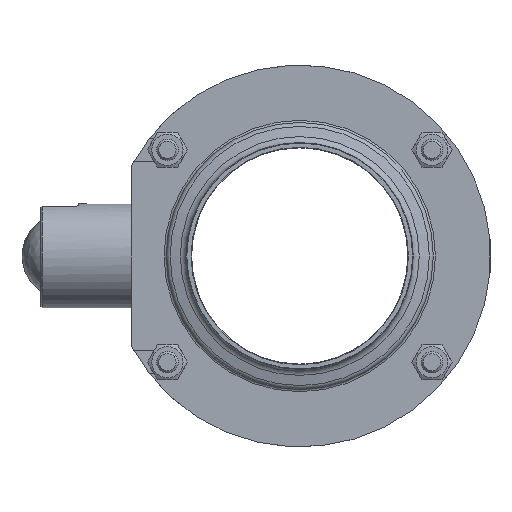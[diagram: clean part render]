
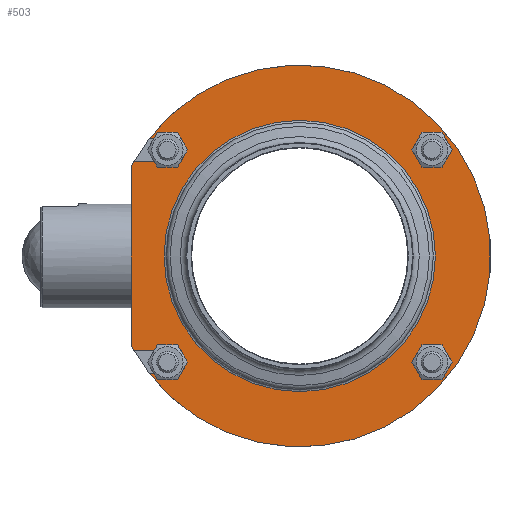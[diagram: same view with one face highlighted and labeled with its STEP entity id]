
A CAD part, left-side view. The second image highlights one B-rep face of the part: STEP entity #503.
In plain terms, the highlighted face is planar.
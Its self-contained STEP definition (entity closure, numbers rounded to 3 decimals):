
#503 = ADVANCED_FACE( '', ( #1130, #1131, #1132, #1133 ), #1134, .T. );
#1130 = FACE_OUTER_BOUND( '', #1909, .T. );
#1131 = FACE_BOUND( '', #1910, .T. );
#1132 = FACE_BOUND( '', #1911, .T. );
#1133 = FACE_BOUND( '', #1912, .T. );
#1134 = PLANE( '', #1913 );
#1909 = EDGE_LOOP( '', ( #3721, #3722, #3723, #3724, #3725, #3726, #3727, #3728, #3729, #3730, #3731, #3732 ) );
#1910 = EDGE_LOOP( '', ( #3733 ) );
#1911 = EDGE_LOOP( '', ( #3734 ) );
#1912 = EDGE_LOOP( '', ( #3735 ) );
#1913 = AXIS2_PLACEMENT_3D( '', #3736, #3737, #3738 );
#3721 = ORIENTED_EDGE( '', *, *, #4837, .F. );
#3722 = ORIENTED_EDGE( '', *, *, #4838, .T. );
#3723 = ORIENTED_EDGE( '', *, *, #4839, .T. );
#3724 = ORIENTED_EDGE( '', *, *, #4840, .F. );
#3725 = ORIENTED_EDGE( '', *, *, #4841, .F. );
#3726 = ORIENTED_EDGE( '', *, *, #4842, .F. );
#3727 = ORIENTED_EDGE( '', *, *, #4843, .T. );
#3728 = ORIENTED_EDGE( '', *, *, #4844, .F. );
#3729 = ORIENTED_EDGE( '', *, *, #4802, .F. );
#3730 = ORIENTED_EDGE( '', *, *, #4845, .F. );
#3731 = ORIENTED_EDGE( '', *, *, #4846, .T. );
#3732 = ORIENTED_EDGE( '', *, *, #4847, .T. );
#3733 = ORIENTED_EDGE( '', *, *, #4848, .F. );
#3734 = ORIENTED_EDGE( '', *, *, #4849, .F. );
#3735 = ORIENTED_EDGE( '', *, *, #4784, .F. );
#3736 = CARTESIAN_POINT( '', ( 12., 50.8, 0. ) );
#3737 = DIRECTION( '', ( 1., 0., 0. ) );
#3738 = DIRECTION( '', ( 0., 0., -1. ) );
#4784 = EDGE_CURVE( '', #5701, #5701, #5702, .T. );
#4802 = EDGE_CURVE( '', #5732, #5731, #5734, .T. );
#4837 = EDGE_CURVE( '', #5797, #5798, #5799, .T. );
#4838 = EDGE_CURVE( '', #5797, #5800, #5801, .T. );
#4839 = EDGE_CURVE( '', #5800, #5802, #5803, .T. );
#4840 = EDGE_CURVE( '', #5804, #5802, #5805, .T. );
#4841 = EDGE_CURVE( '', #5806, #5804, #5807, .T. );
#4842 = EDGE_CURVE( '', #5808, #5806, #5809, .T. );
#4843 = EDGE_CURVE( '', #5808, #5810, #5811, .T. );
#4844 = EDGE_CURVE( '', #5731, #5810, #5812, .T. );
#4845 = EDGE_CURVE( '', #5813, #5732, #5814, .T. );
#4846 = EDGE_CURVE( '', #5813, #5815, #5816, .T. );
#4847 = EDGE_CURVE( '', #5815, #5798, #5817, .T. );
#4848 = EDGE_CURVE( '', #5818, #5818, #5819, .T. );
#4849 = EDGE_CURVE( '', #5820, #5820, #5821, .T. );
#5701 = VERTEX_POINT( '', #7669 );
#5702 = CIRCLE( '', #7670, 5.85 );
#5731 = VERTEX_POINT( '', #7807 );
#5732 = VERTEX_POINT( '', #7808 );
#5734 = CIRCLE( '', #7810, 5.85 );
#5797 = VERTEX_POINT( '', #8004 );
#5798 = VERTEX_POINT( '', #8005 );
#5799 = LINE( '', #8006, #8007 );
#5800 = VERTEX_POINT( '', #8008 );
#5801 = CIRCLE( '', #8009, 71.5 );
#5802 = VERTEX_POINT( '', #8010 );
#5803 = CIRCLE( '', #8011, 1. );
#5804 = VERTEX_POINT( '', #8012 );
#5805 = LINE( '', #8013, #8014 );
#5806 = VERTEX_POINT( '', #8015 );
#5807 = CIRCLE( '', #8016, 5.85 );
#5808 = VERTEX_POINT( '', #8017 );
#5809 = LINE( '', #8018, #8019 );
#5810 = VERTEX_POINT( '', #8020 );
#5811 = CIRCLE( '', #8021, 71.5 );
#5812 = LINE( '', #8022, #8023 );
#5813 = VERTEX_POINT( '', #8024 );
#5814 = LINE( '', #8025, #8026 );
#5815 = VERTEX_POINT( '', #8027 );
#5816 = CIRCLE( '', #8028, 1. );
#5817 = CIRCLE( '', #8029, 71.5 );
#5818 = VERTEX_POINT( '', #8030 );
#5819 = CIRCLE( '', #8031, 50.8 );
#5820 = VERTEX_POINT( '', #8032 );
#5821 = CIRCLE( '', #8033, 5.85 );
#7669 = CARTESIAN_POINT( '', ( 12., -49.52, -45.6 ) );
#7670 = AXIS2_PLACEMENT_3D( '', #9263, #9264, #9265 );
#7807 = CARTESIAN_POINT( '', ( 12., 53.54, -44. ) );
#7808 = CARTESIAN_POINT( '', ( 12., 53.54, -35.5 ) );
#7810 = AXIS2_PLACEMENT_3D( '', #9275, #9276, #9277 );
#8004 = CARTESIAN_POINT( '', ( 12., 63., 33.812 ) );
#8005 = CARTESIAN_POINT( '', ( 12., 63., -33.812 ) );
#8006 = CARTESIAN_POINT( '', ( 12., 63., 34.5 ) );
#8007 = VECTOR( '', #9322, 1000. );
#8008 = CARTESIAN_POINT( '', ( 12., 62.066, 35.498 ) );
#8009 = AXIS2_PLACEMENT_3D( '', #9323, #9324, #9325 );
#8010 = CARTESIAN_POINT( '', ( 12., 62., 35.5 ) );
#8011 = AXIS2_PLACEMENT_3D( '', #9326, #9327, #9328 );
#8012 = CARTESIAN_POINT( '', ( 12., 53.54, 35.5 ) );
#8013 = CARTESIAN_POINT( '', ( 12., 49.52, 35.5 ) );
#8014 = VECTOR( '', #9329, 1000. );
#8015 = CARTESIAN_POINT( '', ( 12., 53.54, 44. ) );
#8016 = AXIS2_PLACEMENT_3D( '', #9330, #9331, #9332 );
#8017 = CARTESIAN_POINT( '', ( 12., 56.358, 44. ) );
#8018 = CARTESIAN_POINT( '', ( 12., 71.5, 44. ) );
#8019 = VECTOR( '', #9333, 1000. );
#8020 = CARTESIAN_POINT( '', ( 12., 56.358, -44. ) );
#8021 = AXIS2_PLACEMENT_3D( '', #9334, #9335, #9336 );
#8022 = CARTESIAN_POINT( '', ( 12., 49.52, -44. ) );
#8023 = VECTOR( '', #9337, 1000. );
#8024 = CARTESIAN_POINT( '', ( 12., 62., -35.5 ) );
#8025 = CARTESIAN_POINT( '', ( 12., 62., -35.5 ) );
#8026 = VECTOR( '', #9338, 1000. );
#8027 = CARTESIAN_POINT( '', ( 12., 62.066, -35.498 ) );
#8028 = AXIS2_PLACEMENT_3D( '', #9339, #9340, #9341 );
#8029 = AXIS2_PLACEMENT_3D( '', #9342, #9343, #9344 );
#8030 = CARTESIAN_POINT( '', ( 12., 0., -50.8 ) );
#8031 = AXIS2_PLACEMENT_3D( '', #9345, #9346, #9347 );
#8032 = CARTESIAN_POINT( '', ( 12., -49.52, 33.9 ) );
#8033 = AXIS2_PLACEMENT_3D( '', #9348, #9349, #9350 );
#9263 = CARTESIAN_POINT( '', ( 12., -49.52, -39.75 ) );
#9264 = DIRECTION( '', ( 1., 0., 0. ) );
#9265 = DIRECTION( '', ( 0., 0., -1. ) );
#9275 = CARTESIAN_POINT( '', ( 12., 49.52, -39.75 ) );
#9276 = DIRECTION( '', ( 1., 0., 0. ) );
#9277 = DIRECTION( '', ( 0., 0., -1. ) );
#9322 = DIRECTION( '', ( 0., 0., -1. ) );
#9323 = CARTESIAN_POINT( '', ( 12., 0., 0. ) );
#9324 = DIRECTION( '', ( 1., 0., 0. ) );
#9325 = DIRECTION( '', ( 0., 0., -1. ) );
#9326 = CARTESIAN_POINT( '', ( 12., 62., 34.5 ) );
#9327 = DIRECTION( '', ( 1., 0., 0. ) );
#9328 = DIRECTION( '', ( 0., 0., -1. ) );
#9329 = DIRECTION( '', ( 0., 1., 0. ) );
#9330 = CARTESIAN_POINT( '', ( 12., 49.52, 39.75 ) );
#9331 = DIRECTION( '', ( 1., 0., 0. ) );
#9332 = DIRECTION( '', ( 0., 0., -1. ) );
#9333 = DIRECTION( '', ( 0., -1., 0. ) );
#9334 = CARTESIAN_POINT( '', ( 12., 0., 0. ) );
#9335 = DIRECTION( '', ( 1., 0., 0. ) );
#9336 = DIRECTION( '', ( 0., 0., -1. ) );
#9337 = DIRECTION( '', ( 0., 1., 0. ) );
#9338 = DIRECTION( '', ( 0., -1., 0. ) );
#9339 = CARTESIAN_POINT( '', ( 12., 62., -34.5 ) );
#9340 = DIRECTION( '', ( 1., 0., 0. ) );
#9341 = DIRECTION( '', ( 0., 0., -1. ) );
#9342 = CARTESIAN_POINT( '', ( 12., 0., 0. ) );
#9343 = DIRECTION( '', ( 1., 0., 0. ) );
#9344 = DIRECTION( '', ( 0., 0., -1. ) );
#9345 = CARTESIAN_POINT( '', ( 12., 0., 0. ) );
#9346 = DIRECTION( '', ( 1., 0., 0. ) );
#9347 = DIRECTION( '', ( 0., 0., -1. ) );
#9348 = CARTESIAN_POINT( '', ( 12., -49.52, 39.75 ) );
#9349 = DIRECTION( '', ( 1., 0., 0. ) );
#9350 = DIRECTION( '', ( 0., 0., -1. ) );
